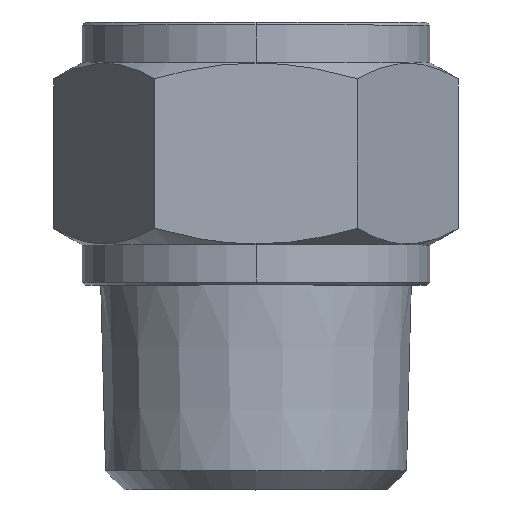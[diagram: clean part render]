
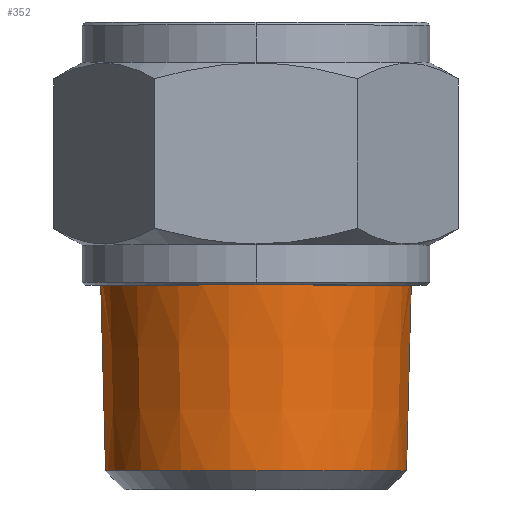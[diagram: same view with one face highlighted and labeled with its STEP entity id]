
A CAD part, top view. The second image highlights one B-rep face of the part: STEP entity #352.
In plain terms, the highlighted conical face has half-angle 1.47 degrees and reference radius 10.626 mm.
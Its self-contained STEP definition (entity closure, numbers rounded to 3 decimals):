
#38 = EDGE_LOOP ( 'NONE', ( #39, #53, #351, #49 ) ) ;
#39 = ORIENTED_EDGE ( 'NONE', *, *, #55, .F. ) ;
#40 = VERTEX_POINT ( 'NONE', #138 ) ;
#46 = VERTEX_POINT ( 'NONE', #136 ) ;
#49 = ORIENTED_EDGE ( 'NONE', *, *, #57, .F. ) ;
#51 = VERTEX_POINT ( 'NONE', #193 ) ;
#52 = EDGE_CURVE ( 'NONE', #54, #40, #189, .T. ) ;
#53 = ORIENTED_EDGE ( 'NONE', *, *, #52, .T. ) ;
#54 = VERTEX_POINT ( 'NONE', #185 ) ;
#55 = EDGE_CURVE ( 'NONE', #54, #51, #184, .T. ) ;
#57 = EDGE_CURVE ( 'NONE', #51, #46, #173, .T. ) ;
#136 = CARTESIAN_POINT ( 'NONE',  ( -10.626, 14., 0. ) ) ;
#138 = CARTESIAN_POINT ( 'NONE',  ( 10.626, 14., 0. ) ) ;
#170 = DIRECTION ( 'NONE',  ( -0.026, 1., 0. ) ) ;
#171 = VECTOR ( 'NONE', #170, 1000. ) ;
#172 = CARTESIAN_POINT ( 'NONE',  ( -10.626, 14., 0. ) ) ;
#173 = LINE ( 'NONE', #172, #171 ) ;
#180 = DIRECTION ( 'NONE',  ( 1., 0., 0. ) ) ;
#181 = DIRECTION ( 'NONE',  ( 0., -1., 0. ) ) ;
#182 = CARTESIAN_POINT ( 'NONE',  ( 0., 1.3, 0. ) ) ;
#183 = AXIS2_PLACEMENT_3D ( 'NONE', #182, #181, #180 ) ;
#184 = CIRCLE ( 'NONE', #183, 10.3 ) ;
#185 = CARTESIAN_POINT ( 'NONE',  ( 10.3, 1.3, 0. ) ) ;
#186 = DIRECTION ( 'NONE',  ( 0.026, 1., 0. ) ) ;
#187 = VECTOR ( 'NONE', #186, 1000. ) ;
#188 = CARTESIAN_POINT ( 'NONE',  ( 10.626, 14., 0. ) ) ;
#189 = LINE ( 'NONE', #188, #187 ) ;
#193 = CARTESIAN_POINT ( 'NONE',  ( -10.3, 1.3, 0. ) ) ;
#228 = FACE_OUTER_BOUND ( 'NONE', #38, .T. ) ;
#276 = DIRECTION ( 'NONE',  ( 1., 0., 0. ) ) ;
#277 = DIRECTION ( 'NONE',  ( 0., -1., 0. ) ) ;
#278 = CARTESIAN_POINT ( 'NONE',  ( 0., 14., 0. ) ) ;
#279 = AXIS2_PLACEMENT_3D ( 'NONE', #278, #277, #276 ) ;
#280 = DIRECTION ( 'NONE',  ( -1., 0., 0. ) ) ;
#281 = DIRECTION ( 'NONE',  ( 0., 1., 0. ) ) ;
#282 = AXIS2_PLACEMENT_3D ( 'NONE', #284, #281, #280 ) ;
#283 = CIRCLE ( 'NONE', #279, 10.626 ) ;
#284 = CARTESIAN_POINT ( 'NONE',  ( 0., 14., 0. ) ) ;
#285 = CONICAL_SURFACE ( 'NONE', #282, 10.626, 0.026 ) ;
#351 = ORIENTED_EDGE ( 'NONE', *, *, #353, .T. ) ;
#352 = ADVANCED_FACE ( 'NONE', ( #228 ), #285, .T. ) ;
#353 = EDGE_CURVE ( 'NONE', #40, #46, #283, .T. ) ;
